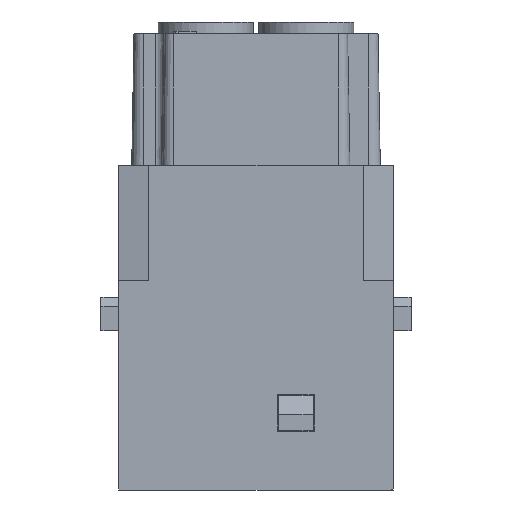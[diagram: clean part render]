
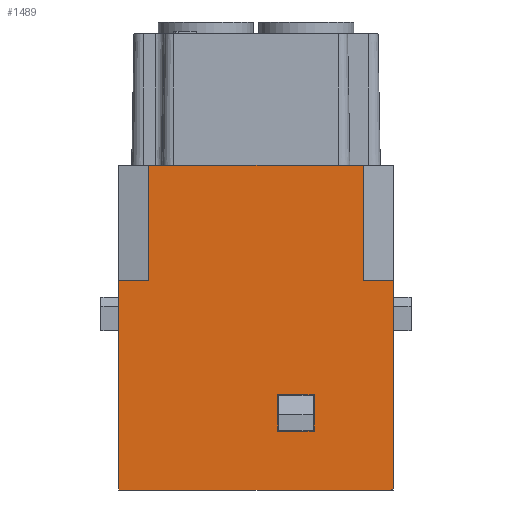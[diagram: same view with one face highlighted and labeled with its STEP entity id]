
A CAD part, left-side view. The second image highlights one B-rep face of the part: STEP entity #1489.
In plain terms, the highlighted planar face has unit normal (-1, 0, 0).
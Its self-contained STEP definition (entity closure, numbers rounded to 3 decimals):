
#1489=ADVANCED_FACE('',(#2072,#2073),#1791,.T.);
#1791=PLANE('',#7857);
#2072=FACE_BOUND('',#2313,.T.);
#2073=FACE_BOUND('',#2314,.T.);
#2313=EDGE_LOOP('',(#3165,#3166,#3167,#3168,#3169,#3170,#3171,#3172));
#2314=EDGE_LOOP('',(#3173,#3174,#3175,#3176));
#3165=ORIENTED_EDGE('',*,*,#4821,.T.);
#3166=ORIENTED_EDGE('',*,*,#5050,.T.);
#3167=ORIENTED_EDGE('',*,*,#5051,.T.);
#3168=ORIENTED_EDGE('',*,*,#5052,.T.);
#3169=ORIENTED_EDGE('',*,*,#5021,.T.);
#3170=ORIENTED_EDGE('',*,*,#5053,.T.);
#3171=ORIENTED_EDGE('',*,*,#5054,.T.);
#3172=ORIENTED_EDGE('',*,*,#5055,.T.);
#3173=ORIENTED_EDGE('',*,*,#5056,.T.);
#3174=ORIENTED_EDGE('',*,*,#5057,.T.);
#3175=ORIENTED_EDGE('',*,*,#5058,.T.);
#3176=ORIENTED_EDGE('',*,*,#5059,.T.);
#4257=VERTEX_POINT('',#10271);
#4258=VERTEX_POINT('',#10273);
#4411=VERTEX_POINT('',#10726);
#4412=VERTEX_POINT('',#10728);
#4433=VERTEX_POINT('',#10785);
#4434=VERTEX_POINT('',#10787);
#4435=VERTEX_POINT('',#10790);
#4436=VERTEX_POINT('',#10792);
#4437=VERTEX_POINT('',#10795);
#4438=VERTEX_POINT('',#10796);
#4439=VERTEX_POINT('',#10798);
#4440=VERTEX_POINT('',#10800);
#4821=EDGE_CURVE('',#4258,#4257,#6038,.T.);
#5021=EDGE_CURVE('',#4412,#4411,#6184,.T.);
#5050=EDGE_CURVE('',#4257,#4433,#6213,.T.);
#5051=EDGE_CURVE('',#4433,#4434,#6214,.T.);
#5052=EDGE_CURVE('',#4434,#4412,#6215,.T.);
#5053=EDGE_CURVE('',#4411,#4435,#6216,.T.);
#5054=EDGE_CURVE('',#4435,#4436,#6217,.T.);
#5055=EDGE_CURVE('',#4436,#4258,#6218,.T.);
#5056=EDGE_CURVE('',#4437,#4438,#6219,.T.);
#5057=EDGE_CURVE('',#4438,#4439,#6220,.T.);
#5058=EDGE_CURVE('',#4439,#4440,#6221,.T.);
#5059=EDGE_CURVE('',#4440,#4437,#6222,.T.);
#6038=LINE('',#10272,#6754);
#6184=LINE('',#10727,#6900);
#6213=LINE('',#10784,#6929);
#6214=LINE('',#10786,#6930);
#6215=LINE('',#10788,#6931);
#6216=LINE('',#10789,#6932);
#6217=LINE('',#10791,#6933);
#6218=LINE('',#10793,#6934);
#6219=LINE('',#10794,#6935);
#6220=LINE('',#10797,#6936);
#6221=LINE('',#10799,#6937);
#6222=LINE('',#10801,#6938);
#6754=VECTOR('',#8435,1.);
#6900=VECTOR('',#8835,1.);
#6929=VECTOR('',#8878,1.);
#6930=VECTOR('',#8879,1.);
#6931=VECTOR('',#8880,1.);
#6932=VECTOR('',#8881,1.);
#6933=VECTOR('',#8882,1.);
#6934=VECTOR('',#8883,1.);
#6935=VECTOR('',#8884,1.);
#6936=VECTOR('',#8885,1.);
#6937=VECTOR('',#8886,1.);
#6938=VECTOR('',#8887,1.);
#7857=AXIS2_PLACEMENT_3D('',#10802,#8888,#8889);
#8435=DIRECTION('',(0.,-1.,0.));
#8835=DIRECTION('',(0.,1.,0.));
#8878=DIRECTION('',(0.,0.,1.));
#8879=DIRECTION('',(0.,1.,0.));
#8880=DIRECTION('',(0.,0.,1.));
#8881=DIRECTION('',(0.,0.,-1.));
#8882=DIRECTION('',(0.,1.,0.));
#8883=DIRECTION('',(0.,0.,-1.));
#8884=DIRECTION('',(0.,1.,0.));
#8885=DIRECTION('',(0.,0.,1.));
#8886=DIRECTION('',(0.,-1.,0.));
#8887=DIRECTION('',(0.,0.,-1.));
#8888=DIRECTION('',(-1.,0.,0.));
#8889=DIRECTION('',(0.,0.,-1.));
#10271=CARTESIAN_POINT('',(-14.7,-22.2,-17.55));
#10272=CARTESIAN_POINT('',(-14.7,8.4,-17.55));
#10273=CARTESIAN_POINT('',(-14.7,8.1,-17.55));
#10726=CARTESIAN_POINT('',(-14.7,4.75,18.25));
#10727=CARTESIAN_POINT('',(-14.7,-18.85,18.25));
#10728=CARTESIAN_POINT('',(-14.7,-18.85,18.25));
#10784=CARTESIAN_POINT('',(-14.7,-22.2,-3.6));
#10785=CARTESIAN_POINT('',(-14.7,-22.2,5.5));
#10786=CARTESIAN_POINT('',(-14.7,-22.2,5.5));
#10787=CARTESIAN_POINT('',(-14.7,-18.85,5.5));
#10788=CARTESIAN_POINT('',(-14.7,-18.85,5.5));
#10789=CARTESIAN_POINT('',(-14.7,4.75,18.25));
#10790=CARTESIAN_POINT('',(-14.7,4.75,5.5));
#10791=CARTESIAN_POINT('',(-14.7,4.75,5.5));
#10792=CARTESIAN_POINT('',(-14.7,8.1,5.5));
#10793=CARTESIAN_POINT('',(-14.7,8.1,5.5));
#10794=CARTESIAN_POINT('',(-14.7,-13.45,-11.05));
#10795=CARTESIAN_POINT('',(-14.7,-13.45,-11.05));
#10796=CARTESIAN_POINT('',(-14.7,-9.45,-11.05));
#10797=CARTESIAN_POINT('',(-14.7,-9.45,-11.05));
#10798=CARTESIAN_POINT('',(-14.7,-9.45,-7.05));
#10799=CARTESIAN_POINT('',(-14.7,-9.45,-7.05));
#10800=CARTESIAN_POINT('',(-14.7,-13.45,-7.05));
#10801=CARTESIAN_POINT('',(-14.7,-13.45,-7.05));
#10802=CARTESIAN_POINT('',(-14.7,8.4,19.55));
